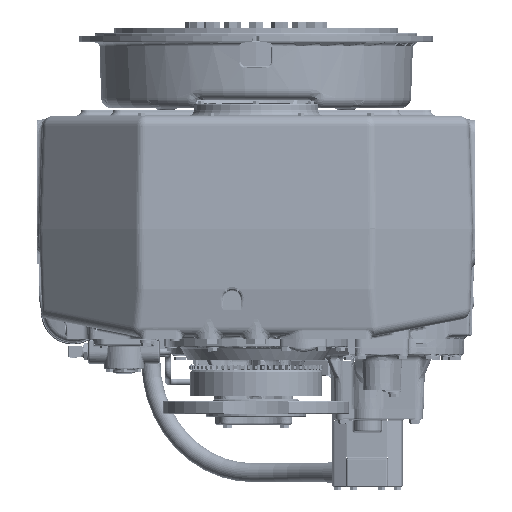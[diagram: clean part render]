
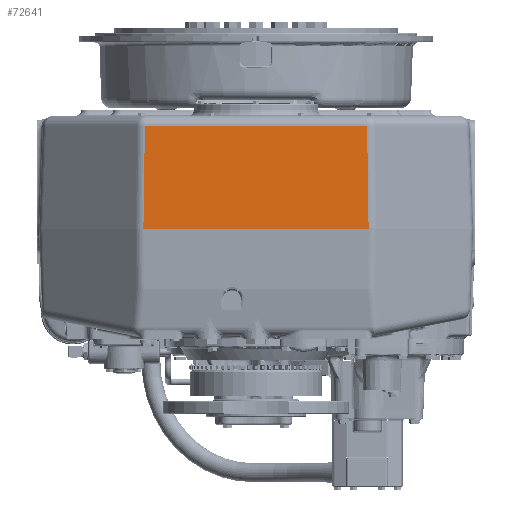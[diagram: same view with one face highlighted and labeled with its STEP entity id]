
A CAD part, front view. The second image highlights one B-rep face of the part: STEP entity #72641.
In plain terms, the highlighted planar face has unit normal (0, -0.999, 0.035).
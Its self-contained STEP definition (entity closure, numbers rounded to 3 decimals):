
#3264 = CARTESIAN_POINT ( 'NONE',  ( 0., -602.814, 426.768 ) ) ;
#5435 = EDGE_CURVE ( 'NONE', #257423, #321042, #246989, .T. ) ;
#16903 = LINE ( 'NONE', #132193, #83351 ) ;
#18504 = EDGE_CURVE ( 'NONE', #321042, #207140, #187588, .T. ) ;
#19178 = EDGE_LOOP ( 'NONE', ( #352507, #210513, #97181, #335211 ) ) ;
#19779 = EDGE_CURVE ( 'NONE', #207140, #161077, #16903, .T. ) ;
#57394 = PLANE ( 'NONE',  #170672 ) ;
#72641 = ADVANCED_FACE ( 'NONE', ( #306776 ), #57394, .T. ) ;
#74454 = CARTESIAN_POINT ( 'NONE',  ( -222.916, -602.814, 426.768 ) ) ;
#83351 = VECTOR ( 'NONE', #330327, 1000. ) ;
#84943 = CARTESIAN_POINT ( 'NONE',  ( 0., -609.973, 221.768 ) ) ;
#97181 = ORIENTED_EDGE ( 'NONE', *, *, #19779, .T. ) ;
#115634 = DIRECTION ( 'NONE',  ( 0., -0.999, 0.035 ) ) ;
#120928 = CARTESIAN_POINT ( 'NONE',  ( -225.882, -609.973, 221.768 ) ) ;
#126955 = EDGE_CURVE ( 'NONE', #161077, #257423, #149803, .T. ) ;
#132193 = CARTESIAN_POINT ( 'NONE',  ( 225.846, -609.886, 224.263 ) ) ;
#144452 = DIRECTION ( 'NONE',  ( -1., 0., 0. ) ) ;
#149803 = LINE ( 'NONE', #3264, #225158 ) ;
#151467 = CARTESIAN_POINT ( 'NONE',  ( -225.846, -609.886, 224.263 ) ) ;
#154075 = CARTESIAN_POINT ( 'NONE',  ( 225.882, -609.973, 221.768 ) ) ;
#161077 = VERTEX_POINT ( 'NONE', #181326 ) ;
#170672 = AXIS2_PLACEMENT_3D ( 'NONE', #285086, #115634, #313652 ) ;
#171681 = VECTOR ( 'NONE', #350811, 1000. ) ;
#181326 = CARTESIAN_POINT ( 'NONE',  ( 222.916, -602.814, 426.768 ) ) ;
#187588 = LINE ( 'NONE', #84943, #253780 ) ;
#207140 = VERTEX_POINT ( 'NONE', #154075 ) ;
#210513 = ORIENTED_EDGE ( 'NONE', *, *, #18504, .T. ) ;
#225158 = VECTOR ( 'NONE', #144452, 1000. ) ;
#246989 = LINE ( 'NONE', #151467, #171681 ) ;
#253780 = VECTOR ( 'NONE', #282945, 1000. ) ;
#257423 = VERTEX_POINT ( 'NONE', #74454 ) ;
#282945 = DIRECTION ( 'NONE',  ( 1., 0., 0. ) ) ;
#285086 = CARTESIAN_POINT ( 'NONE',  ( 0., -610., 221. ) ) ;
#306776 = FACE_OUTER_BOUND ( 'NONE', #19178, .T. ) ;
#313652 = DIRECTION ( 'NONE',  ( 0., -0.035, -0.999 ) ) ;
#321042 = VERTEX_POINT ( 'NONE', #120928 ) ;
#330327 = DIRECTION ( 'NONE',  ( -0.014, 0.035, 0.999 ) ) ;
#335211 = ORIENTED_EDGE ( 'NONE', *, *, #126955, .T. ) ;
#350811 = DIRECTION ( 'NONE',  ( -0.014, -0.035, -0.999 ) ) ;
#352507 = ORIENTED_EDGE ( 'NONE', *, *, #5435, .T. ) ;
